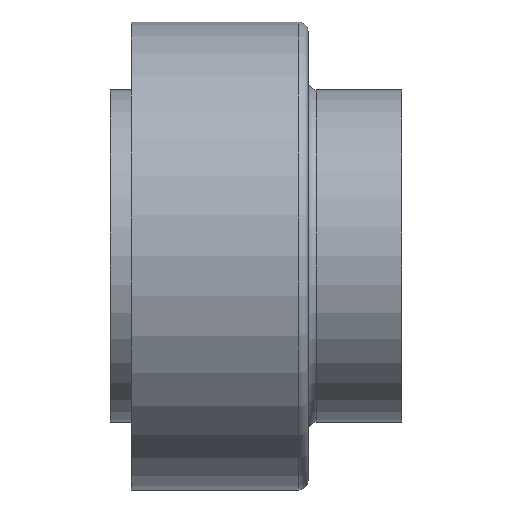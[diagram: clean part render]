
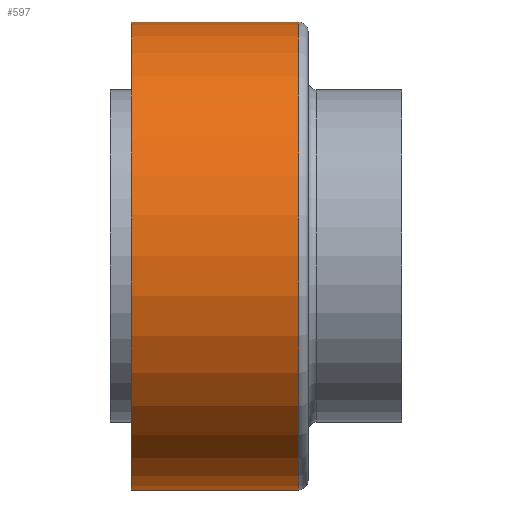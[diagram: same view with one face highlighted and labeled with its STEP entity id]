
A CAD part, top view. The second image highlights one B-rep face of the part: STEP entity #597.
In plain terms, the highlighted cylindrical face has radius 112.5 mm (diameter 225 mm), a full revolution.
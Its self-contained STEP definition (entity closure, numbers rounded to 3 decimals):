
#36=B_SPLINE_CURVE_WITH_KNOTS('',3,(#1025,#1026,#1027,#1028,#1029,#1030,
#1031,#1032,#1033,#1034,#1035,#1036,#1037,#1038,#1039,#1040,#1041,#1042,
#1043),.UNSPECIFIED.,.T.,.F.,(1,1,1,1,1,1,1,1,1,1,1,1,1,1,1,1,1,1,1,1,1,
1,1),(-0.015,-0.01,-0.005,0.,0.005,
0.01,0.015,0.02,0.025,
0.03,0.035,0.04,0.045,
0.05,0.055,0.06,0.065,
0.07,0.075,0.08,0.085,
0.09,0.095),.UNSPECIFIED.);
#126=ORIENTED_EDGE('',*,*,#282,.F.);
#127=ORIENTED_EDGE('',*,*,#283,.T.);
#128=ORIENTED_EDGE('',*,*,#284,.F.);
#282=EDGE_CURVE('',#359,#359,#402,.T.);
#283=EDGE_CURVE('',#360,#360,#403,.T.);
#284=EDGE_CURVE('',#361,#361,#36,.T.);
#359=VERTEX_POINT('',#1022);
#360=VERTEX_POINT('',#1024);
#361=VERTEX_POINT('',#1044);
#402=CIRCLE('',#673,112.5);
#403=CIRCLE('',#674,112.5);
#436=EDGE_LOOP('',(#126));
#437=EDGE_LOOP('',(#127));
#438=EDGE_LOOP('',(#128));
#505=FACE_BOUND('',#436,.T.);
#506=FACE_BOUND('',#437,.T.);
#507=FACE_BOUND('',#438,.T.);
#571=CYLINDRICAL_SURFACE('',#672,112.5);
#597=ADVANCED_FACE('',(#505,#506,#507),#571,.T.);
#672=AXIS2_PLACEMENT_3D('',#1020,#801,#802);
#673=AXIS2_PLACEMENT_3D('',#1021,#803,#804);
#674=AXIS2_PLACEMENT_3D('',#1023,#805,#806);
#801=DIRECTION('',(1.,0.,0.));
#802=DIRECTION('',(0.,0.,-1.));
#803=DIRECTION('',(1.,0.,0.));
#804=DIRECTION('',(0.,0.,-1.));
#805=DIRECTION('',(1.,0.,0.));
#806=DIRECTION('',(0.,0.,-1.));
#1020=CARTESIAN_POINT('',(70.,0.,0.));
#1021=CARTESIAN_POINT('',(20.5,0.,0.));
#1022=CARTESIAN_POINT('',(20.5,0.,-112.5));
#1023=CARTESIAN_POINT('',(-60.,0.,0.));
#1024=CARTESIAN_POINT('',(-60.,0.,-112.5));
#1025=CARTESIAN_POINT('',(-12.172,-5.069,-112.42));
#1026=CARTESIAN_POINT('',(-13.187,0.004,-112.54));
#1027=CARTESIAN_POINT('',(-12.178,5.052,-112.42));
#1028=CARTESIAN_POINT('',(-9.321,9.324,-112.133));
#1029=CARTESIAN_POINT('',(-5.052,12.178,-111.844));
#1030=CARTESIAN_POINT('',(-0.008,13.185,-111.724));
#1031=CARTESIAN_POINT('',(5.04,12.183,-111.843));
#1032=CARTESIAN_POINT('',(9.319,9.327,-112.132));
#1033=CARTESIAN_POINT('',(12.179,5.051,-112.42));
#1034=CARTESIAN_POINT('',(13.185,0.005,-112.54));
#1035=CARTESIAN_POINT('',(12.182,-5.041,-112.421));
#1036=CARTESIAN_POINT('',(9.331,-9.313,-112.133));
#1037=CARTESIAN_POINT('',(5.064,-12.173,-111.845));
#1038=CARTESIAN_POINT('',(0.012,-13.186,-111.724));
#1039=CARTESIAN_POINT('',(-5.042,-12.183,-111.843));
#1040=CARTESIAN_POINT('',(-9.315,-9.327,-112.132));
#1041=CARTESIAN_POINT('',(-12.172,-5.069,-112.42));
#1042=CARTESIAN_POINT('',(-13.187,0.004,-112.54));
#1043=CARTESIAN_POINT('',(-12.178,5.052,-112.42));
#1044=CARTESIAN_POINT('',(-12.85,0.,-112.5));
